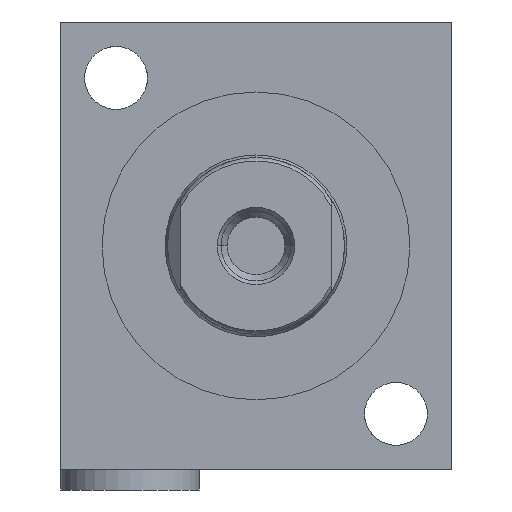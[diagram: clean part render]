
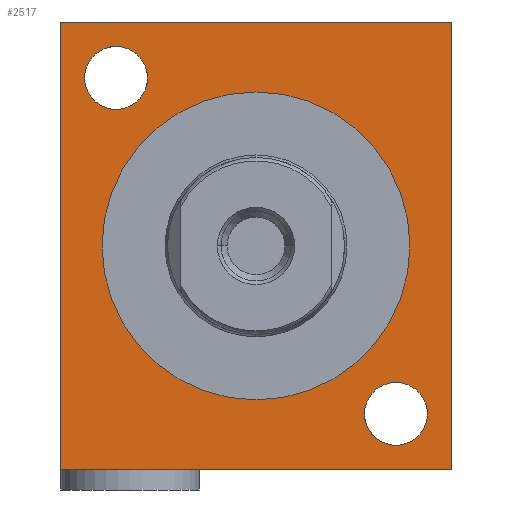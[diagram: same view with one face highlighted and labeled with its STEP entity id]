
A CAD part, left-side view. The second image highlights one B-rep face of the part: STEP entity #2517.
In plain terms, the highlighted planar face has unit normal (-1, 0, 0).
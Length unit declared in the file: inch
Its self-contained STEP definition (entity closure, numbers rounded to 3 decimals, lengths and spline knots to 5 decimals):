
#485=DIRECTION('',(0.,-1.,0.));
#486=VECTOR('',#485,1.75);
#487=CARTESIAN_POINT('',(0.,0.875,1.));
#488=LINE('',#487,#486);
#492=DIRECTION('',(0.,0.,-1.));
#493=VECTOR('',#492,2.);
#494=CARTESIAN_POINT('',(0.,-0.875,1.));
#495=LINE('',#494,#493);
#499=DIRECTION('',(0.,1.,0.));
#500=VECTOR('',#499,1.75);
#501=CARTESIAN_POINT('',(0.,-0.875,-1.));
#502=LINE('',#501,#500);
#506=DIRECTION('',(0.,0.,1.));
#507=VECTOR('',#506,2.);
#508=CARTESIAN_POINT('',(0.,0.875,-1.));
#509=LINE('',#508,#507);
#513=CARTESIAN_POINT('',(0.,0.625,0.75));
#514=DIRECTION('',(1.,0.,0.));
#515=DIRECTION('',(0.,1.,0.));
#516=AXIS2_PLACEMENT_3D('',#513,#514,#515);
#521=CARTESIAN_POINT('',(0.,0.625,0.75));
#522=DIRECTION('',(1.,0.,0.));
#523=DIRECTION('',(0.,-1.,0.));
#524=AXIS2_PLACEMENT_3D('',#521,#522,#523);
#529=CARTESIAN_POINT('',(0.,-0.625,-0.75));
#530=DIRECTION('',(1.,0.,0.));
#531=DIRECTION('',(0.,1.,0.));
#532=AXIS2_PLACEMENT_3D('',#529,#530,#531);
#537=CARTESIAN_POINT('',(0.,-0.625,-0.75));
#538=DIRECTION('',(1.,0.,0.));
#539=DIRECTION('',(0.,-1.,0.));
#540=AXIS2_PLACEMENT_3D('',#537,#538,#539);
#545=CARTESIAN_POINT('',(0.,0.,0.));
#546=DIRECTION('',(-1.,0.,0.));
#547=DIRECTION('',(0.,1.,0.));
#548=AXIS2_PLACEMENT_3D('',#545,#546,#547);
#553=CARTESIAN_POINT('',(0.,0.,0.));
#554=DIRECTION('',(-1.,0.,0.));
#555=DIRECTION('',(0.,-1.,0.));
#556=AXIS2_PLACEMENT_3D('',#553,#554,#555);
#1758=CARTESIAN_POINT('',(0.,0.875,1.));
#1759=CARTESIAN_POINT('',(0.,-0.875,1.));
#1760=VERTEX_POINT('',#1758);
#1761=VERTEX_POINT('',#1759);
#1762=CARTESIAN_POINT('',(0.,-0.875,-1.));
#1763=VERTEX_POINT('',#1762);
#1764=CARTESIAN_POINT('',(0.,0.875,-1.));
#1765=VERTEX_POINT('',#1764);
#1774=CARTESIAN_POINT('',(0.,0.7655,0.75));
#1775=CARTESIAN_POINT('',(0.,0.4845,0.75));
#1776=VERTEX_POINT('',#1774);
#1777=VERTEX_POINT('',#1775);
#1894=CARTESIAN_POINT('',(0.,-0.4845,-0.75));
#1895=CARTESIAN_POINT('',(0.,-0.7655,-0.75));
#1896=VERTEX_POINT('',#1894);
#1897=VERTEX_POINT('',#1895);
#1906=CARTESIAN_POINT('',(0.,0.6875,0.));
#1907=CARTESIAN_POINT('',(0.,-0.6875,0.));
#1908=VERTEX_POINT('',#1906);
#1909=VERTEX_POINT('',#1907);
#2485=CARTESIAN_POINT('',(0.,0.,0.));
#2486=DIRECTION('',(1.,0.,0.));
#2487=DIRECTION('',(0.,0.,-1.));
#2488=AXIS2_PLACEMENT_3D('',#2485,#2486,#2487);
#2489=PLANE('',#2488);
#2491=ORIENTED_EDGE('',*,*,#2490,.T.);
#2493=ORIENTED_EDGE('',*,*,#2492,.T.);
#2495=ORIENTED_EDGE('',*,*,#2494,.T.);
#2497=ORIENTED_EDGE('',*,*,#2496,.T.);
#2498=EDGE_LOOP('',(#2491,#2493,#2495,#2497));
#2499=FACE_OUTER_BOUND('',#2498,.F.);
#2501=ORIENTED_EDGE('',*,*,#2500,.F.);
#2503=ORIENTED_EDGE('',*,*,#2502,.F.);
#2504=EDGE_LOOP('',(#2501,#2503));
#2505=FACE_BOUND('',#2504,.F.);
#2507=ORIENTED_EDGE('',*,*,#2506,.F.);
#2509=ORIENTED_EDGE('',*,*,#2508,.F.);
#2510=EDGE_LOOP('',(#2507,#2509));
#2511=FACE_BOUND('',#2510,.F.);
#2512=ORIENTED_EDGE('',*,*,#2475,.T.);
#2514=ORIENTED_EDGE('',*,*,#2513,.T.);
#2515=EDGE_LOOP('',(#2512,#2514));
#2516=FACE_BOUND('',#2515,.F.);
#2517=ADVANCED_FACE('',(#2499,#2505,#2511,#2516),#2489,.F.);
#517=CIRCLE('',#516,0.1405);
#525=CIRCLE('',#524,0.1405);
#533=CIRCLE('',#532,0.1405);
#541=CIRCLE('',#540,0.1405);
#549=CIRCLE('',#548,0.6875);
#557=CIRCLE('',#556,0.6875);
#2475=EDGE_CURVE('',#1908,#1909,#549,.T.);
#2490=EDGE_CURVE('',#1760,#1761,#488,.T.);
#2492=EDGE_CURVE('',#1761,#1763,#495,.T.);
#2494=EDGE_CURVE('',#1763,#1765,#502,.T.);
#2496=EDGE_CURVE('',#1765,#1760,#509,.T.);
#2500=EDGE_CURVE('',#1776,#1777,#517,.T.);
#2502=EDGE_CURVE('',#1777,#1776,#525,.T.);
#2506=EDGE_CURVE('',#1896,#1897,#533,.T.);
#2508=EDGE_CURVE('',#1897,#1896,#541,.T.);
#2513=EDGE_CURVE('',#1909,#1908,#557,.T.);
